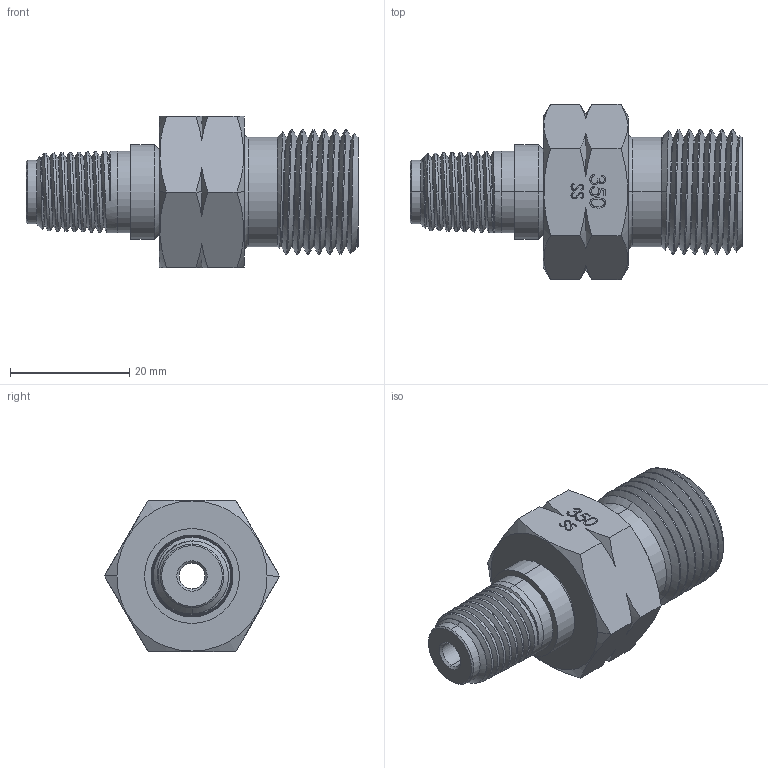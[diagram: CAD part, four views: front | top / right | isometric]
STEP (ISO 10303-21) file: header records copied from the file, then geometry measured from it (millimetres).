
FILE_DESCRIPTION (( 'STEP AP203' ), '1' );
FILE_NAME ('AD-350MSS-4MNPT.STEP', '2025-08-01T16:52:38', ( '' ), ( '' ), 'SwSTEP 2.0', 'SolidWorks 2018', '' );
FILE_SCHEMA (( 'CONFIG_CONTROL_DESIGN' ));
Length unit declared in the file: inch
Products named in the file (3): PRT-000880; AD-350MSS-4MNPT; PRT-000394_AD-XXXSS-4MNPT
Assembly tree (2 placements, depth 2):
  AD-350MSS-4MNPT
    PRT-000880
    PRT-000394_AD-XXXSS-4MNPT
Bounding box: 55.6 x 29.33 x 25.4 mm (x, y, z)
Volume: 13921.6 mm3; surface area: 7639.6 mm2
Topology: 2 solids, 2 shells, 152 faces, 458 edges, 318 vertices
Faces by surface type: cone 71, cylinder 50, plane 19, bspline 8, torus 4
Entity records: 15002 total; most frequent: CARTESIAN_POINT 11044, ORIENTED_EDGE 916, DIRECTION 578, EDGE_CURVE 458, VERTEX_POINT 318, AXIS2_PLACEMENT_3D 222, B_SPLINE_CURVE_WITH_KNOTS 192, EDGE_LOOP 164
